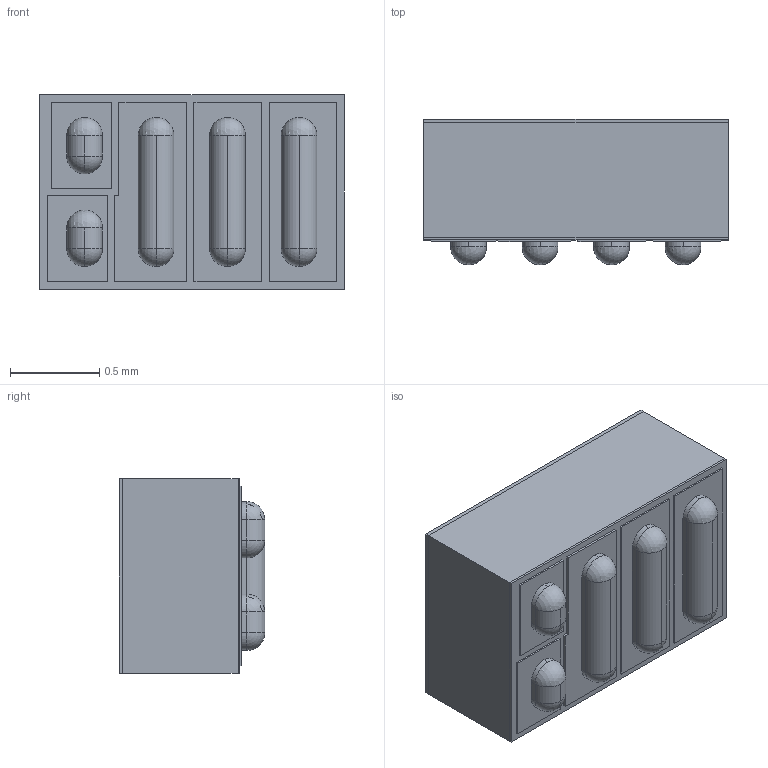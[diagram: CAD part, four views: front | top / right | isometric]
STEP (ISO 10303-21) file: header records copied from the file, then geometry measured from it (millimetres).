
FILE_DESCRIPTION (( 'STEP AP214' ), '1' );
FILE_NAME ('EPC2014C.STEP', '2020-02-08T07:52:23', ( '' ), ( '' ), 'SwSTEP 2.0', 'SolidWorks 2017', '' );
FILE_SCHEMA (( 'AUTOMOTIVE_DESIGN' ));
Length unit declared in the file: millimetre
Products named in the file (1): EPC2014C
Bounding box: 1.7 x 0.81 x 1.09 mm (x, y, z)
Volume: 1.3 mm3; surface area: 16.8 mm2
Topology: 9 solids, 9 shells, 106 faces, 244 edges, 141 vertices
Faces by surface type: plane 62, cylinder 29, sphere 15
Entity records: 2926 total; most frequent: DIRECTION 506, CARTESIAN_POINT 472, ORIENTED_EDGE 448, EDGE_CURVE 224, AXIS2_PLACEMENT_3D 175, LINE 156, VECTOR 156, VERTEX_POINT 141
